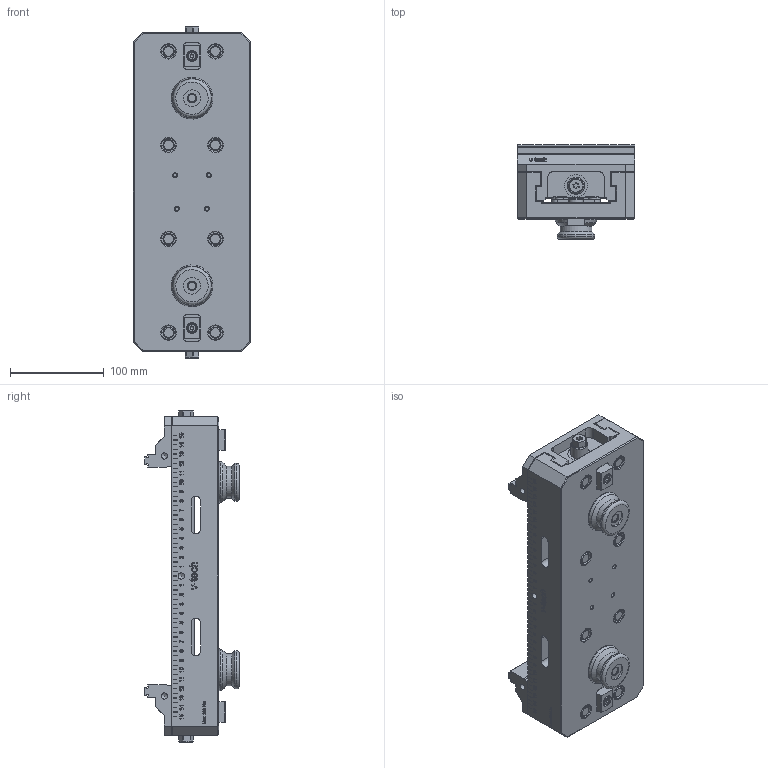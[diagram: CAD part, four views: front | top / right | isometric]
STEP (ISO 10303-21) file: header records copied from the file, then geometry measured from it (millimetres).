
FILE_DESCRIPTION(/* description */ (''),/* implementation_level */ '2;1');
FILE_NAME(/* name */ 'VIS-E 125-340.stp',/* time_stamp */ '2024-10-19T18:08:03+02:00',/* author */ ('Admin'),/* organization */ (''),/* preprocessor_version */ 'ST-DEVELOPER v20',/* originating_system */ 'Autodesk Inventor 2025',/* authorisation */ '');
FILE_SCHEMA (('CONFIG_CONTROL_DESIGN'));
Products named in the file (4): Sestava6; telo125-2; 24002-1117.2; 24002-1117.1
Assembly tree (3 placements, depth 2):
  Sestava6
    telo125-2
    24002-1117.2
    24002-1117.1
Bounding box: 125 x 100.8 x 354 mm (x, y, z)
Volume: 1716234.8 mm3; surface area: 287298.8 mm2
Topology: 3 solids, 47 shells, 4175 faces, 11167 edges, 7352 vertices
Faces by surface type: plane 2568, bspline 1012, cone 266, cylinder 243, torus 86
Full cylindrical faces by diameter (mm): 1.567 x8, 2.4 x8, 3.8 x8, 4.134 x6, 4.917 x2, 5 x6, 5.5 x6, 6 x2, 6.4 x2, 6.647 x6, 8.376 x2, 8.5 x6, 9 x8, 10 x10, 10.376 x8, 10.5 x2, 11 x2, 12 x8, 15 x8, 16 x4, 16.376 x2, 17 x10, 18 x19, 18.4 x2, 18.5 x3, 19 x1, 19.4 x4, 22 x2, 23 x2, 23.5 x2
Entity records: 139641 total; most frequent: CARTESIAN_POINT 37897, ORIENTED_EDGE 22246, DIRECTION 16169, EDGE_CURVE 11123, LINE 7765, VECTOR 7765, VERTEX_POINT 7352, EDGE_LOOP 4583
